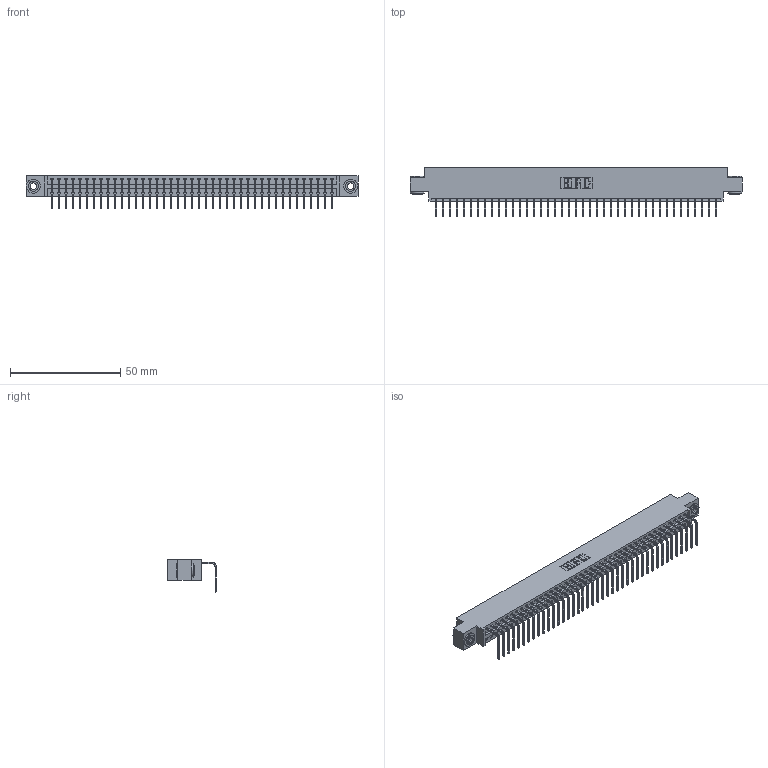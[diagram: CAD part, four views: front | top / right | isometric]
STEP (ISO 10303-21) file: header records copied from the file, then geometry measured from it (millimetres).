
FILE_DESCRIPTION (( 'STEP AP203' ), '1' );
FILE_NAME ('346-041-558-603.STEP', '2022-05-09T13:41:26', ( '' ), ( '' ), 'SwSTEP 2.0', 'SolidWorks 2020', '' );
FILE_SCHEMA (( 'CONFIG_CONTROL_DESIGN' ));
Length unit declared in the file: inch
Products named in the file (4): 345-250-002_345-250-002-102; 346 Part_0.170 Offset - 0.156 Dia-TH; 345-292-001_558 Tail - 2; 346-041-558-603
Assembly tree (44 placements, depth 2):
  346-041-558-603
    346 Part_0.170 Offset - 0.156 Dia-TH
    345-292-001_558 Tail - 2  x41
    345-250-002_345-250-002-102  x2
Bounding box: 150.75 x 22.16 x 14.73 mm (x, y, z)
Volume: 14406.4 mm3; surface area: 19222.1 mm2
Topology: 44 solids, 44 shells, 2638 faces, 7915 edges, 5218 vertices
Faces by surface type: plane 1826, cylinder 804, cone 8
Entity records: 26862 total; most frequent: CARTESIAN_POINT 4588, ORIENTED_EDGE 4554, DIRECTION 4077, EDGE_CURVE 2277, VECTOR 1957, LINE 1957, VERTEX_POINT 1514, AXIS2_PLACEMENT_3D 1060
